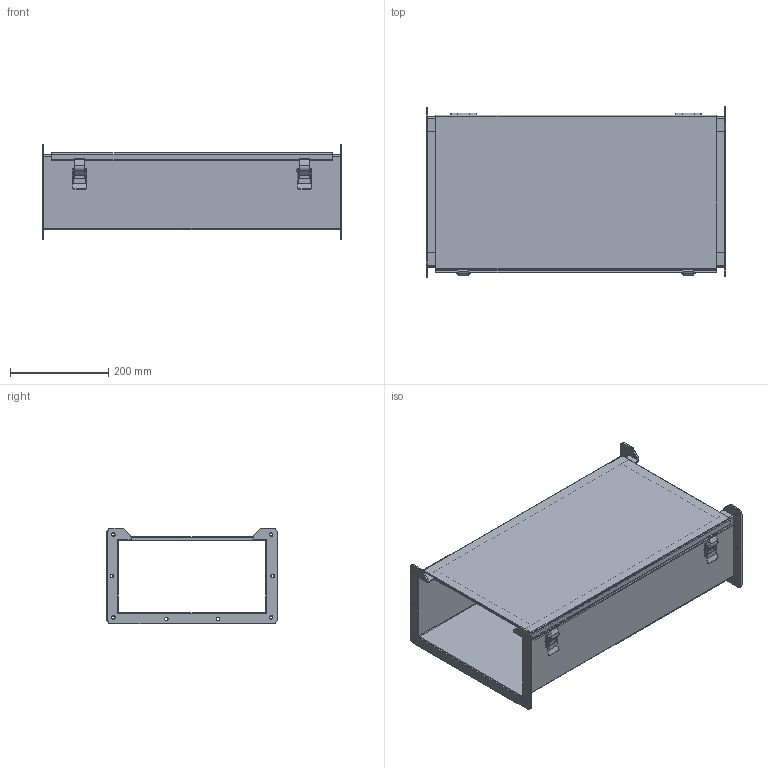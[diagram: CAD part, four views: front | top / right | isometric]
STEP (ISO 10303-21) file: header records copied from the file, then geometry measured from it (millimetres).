
FILE_DESCRIPTION (( 'STEP AP203' ), '1' );
FILE_NAME ('1485F24.step', '2020-11-19T14:44:11', ( 'ADC123' ), ( 'Microsoft' ), 'SwSTEP 2.0', 'SolidWorks 2019', '' );
FILE_SCHEMA (( 'CONFIG_CONTROL_DESIGN' ));
Length unit declared in the file: inch
Products named in the file (1): 1485F24
Bounding box: 609.6 x 347.22 x 193.68 mm (x, y, z)
Volume: 1585980 mm3; surface area: 1376226.6 mm2
Topology: 20 solids, 20 shells, 418 faces, 1102 edges, 728 vertices
Faces by surface type: plane 250, cylinder 164, bspline 4
Full cylindrical faces by diameter (mm): 3.175 x4, 3.302 x4, 3.969 x4, 4.166 x4, 4.763 x6, 7.137 x16
Entity records: 12905 total; most frequent: CARTESIAN_POINT 2323, DIRECTION 2206, ORIENTED_EDGE 2108, EDGE_CURVE 1054, AXIS2_PLACEMENT_3D 749, VERTEX_POINT 726, LINE 708, VECTOR 708
